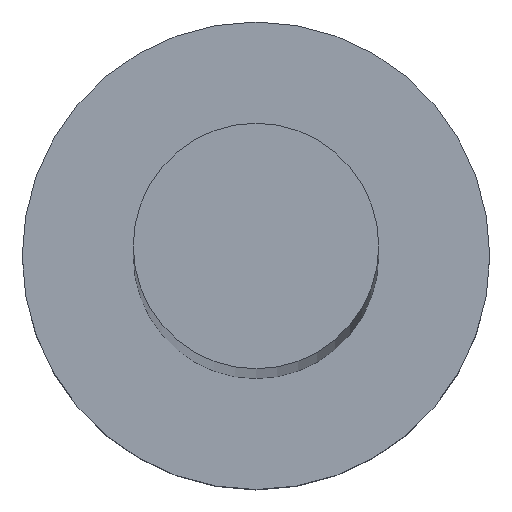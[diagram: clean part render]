
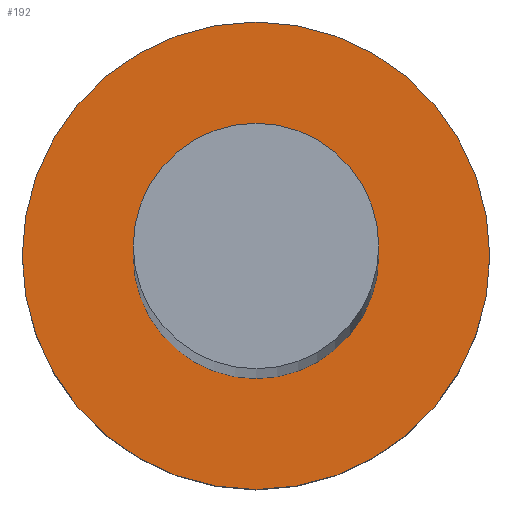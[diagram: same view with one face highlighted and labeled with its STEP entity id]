
A CAD part, top view. The second image highlights one B-rep face of the part: STEP entity #192.
In plain terms, the highlighted planar face has unit normal (0, 0, 1).
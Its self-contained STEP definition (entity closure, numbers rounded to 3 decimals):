
#4 = VERTEX_POINT ( 'NONE', #62 ) ;
#15 = CIRCLE ( 'NONE', #27, 2.1 ) ;
#20 = CARTESIAN_POINT ( 'NONE',  ( -4., 0., 4. ) ) ;
#21 = EDGE_CURVE ( 'NONE', #133, #4, #15, .T. ) ;
#24 = DIRECTION ( 'NONE',  ( 1., 0., 0. ) ) ;
#27 = AXIS2_PLACEMENT_3D ( 'NONE', #132, #100, #184 ) ;
#29 = AXIS2_PLACEMENT_3D ( 'NONE', #142, #123, #234 ) ;
#36 = VERTEX_POINT ( 'NONE', #20 ) ;
#54 = ORIENTED_EDGE ( 'NONE', *, *, #21, .F. ) ;
#62 = CARTESIAN_POINT ( 'NONE',  ( 2.1, 0., 4. ) ) ;
#68 = FACE_BOUND ( 'NONE', #224, .T. ) ;
#73 = EDGE_LOOP ( 'NONE', ( #169, #203 ) ) ;
#83 = CARTESIAN_POINT ( 'NONE',  ( 0., 0., 4. ) ) ;
#84 = AXIS2_PLACEMENT_3D ( 'NONE', #213, #152, #208 ) ;
#86 = FACE_OUTER_BOUND ( 'NONE', #73, .T. ) ;
#88 = CARTESIAN_POINT ( 'NONE',  ( 0., 0., 4. ) ) ;
#93 = ORIENTED_EDGE ( 'NONE', *, *, #134, .F. ) ;
#100 = DIRECTION ( 'NONE',  ( 0., 0., 1. ) ) ;
#101 = CIRCLE ( 'NONE', #29, 4. ) ;
#121 = CARTESIAN_POINT ( 'NONE',  ( -2.1, 0., 4. ) ) ;
#123 = DIRECTION ( 'NONE',  ( 0., 0., 1. ) ) ;
#132 = CARTESIAN_POINT ( 'NONE',  ( 0., 0., 4. ) ) ;
#133 = VERTEX_POINT ( 'NONE', #121 ) ;
#134 = EDGE_CURVE ( 'NONE', #4, #133, #254, .T. ) ;
#141 = PLANE ( 'NONE',  #220 ) ;
#142 = CARTESIAN_POINT ( 'NONE',  ( 0., 0., 4. ) ) ;
#143 = DIRECTION ( 'NONE',  ( 0., 0., 1. ) ) ;
#152 = DIRECTION ( 'NONE',  ( 0., 0., 1. ) ) ;
#161 = CARTESIAN_POINT ( 'NONE',  ( 4., 0., 4. ) ) ;
#165 = DIRECTION ( 'NONE',  ( 1., 0., 0. ) ) ;
#169 = ORIENTED_EDGE ( 'NONE', *, *, #232, .T. ) ;
#179 = DIRECTION ( 'NONE',  ( 0., 0., 1. ) ) ;
#184 = DIRECTION ( 'NONE',  ( 1., 0., 0. ) ) ;
#192 = ADVANCED_FACE ( 'NONE', ( #68, #86 ), #141, .T. ) ;
#200 = CIRCLE ( 'NONE', #250, 4. ) ;
#203 = ORIENTED_EDGE ( 'NONE', *, *, #211, .T. ) ;
#206 = VERTEX_POINT ( 'NONE', #161 ) ;
#208 = DIRECTION ( 'NONE',  ( 1., 0., 0. ) ) ;
#211 = EDGE_CURVE ( 'NONE', #206, #36, #101, .T. ) ;
#213 = CARTESIAN_POINT ( 'NONE',  ( 0., 0., 4. ) ) ;
#220 = AXIS2_PLACEMENT_3D ( 'NONE', #88, #143, #165 ) ;
#224 = EDGE_LOOP ( 'NONE', ( #54, #93 ) ) ;
#232 = EDGE_CURVE ( 'NONE', #36, #206, #200, .T. ) ;
#234 = DIRECTION ( 'NONE',  ( 1., 0., 0. ) ) ;
#250 = AXIS2_PLACEMENT_3D ( 'NONE', #83, #179, #24 ) ;
#254 = CIRCLE ( 'NONE', #84, 2.1 ) ;
